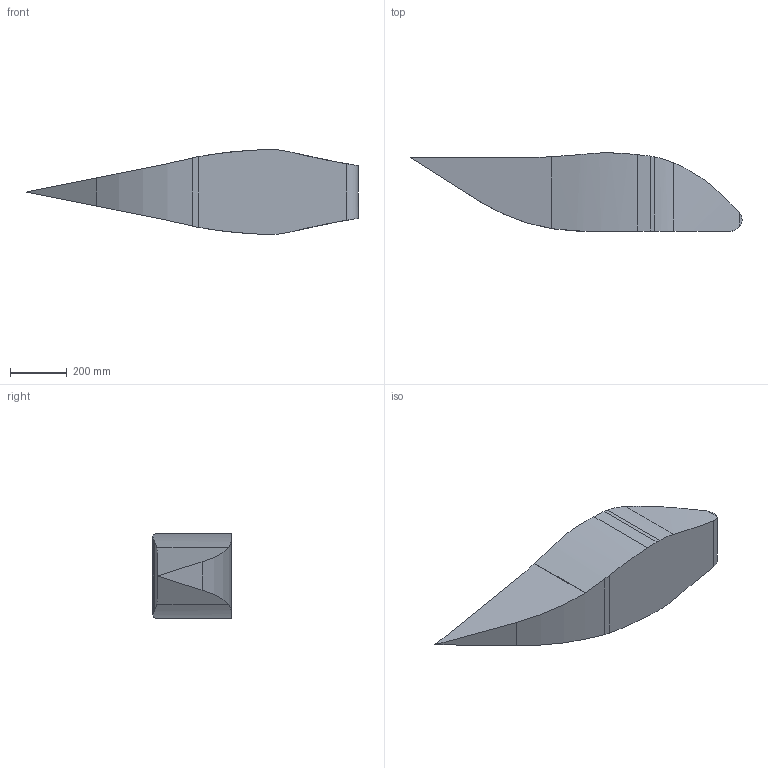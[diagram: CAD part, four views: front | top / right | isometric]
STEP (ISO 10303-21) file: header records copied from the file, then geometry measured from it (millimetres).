
FILE_DESCRIPTION(/* description */ (''),/* implementation_level */ '2;1');
FILE_NAME(/* name */ 'another fuselage idk v9.step',/* time_stamp */ '2021-07-09T18:43:17+05:00',/* author */ (''),/* organization */ (''),/* preprocessor_version */ 'ST-DEVELOPER v18.1',/* originating_system */ 'Autodesk Translation Framework v10.9.0.1377',/* authorisation */ '');
FILE_SCHEMA (('AUTOMOTIVE_DESIGN { 1 0 10303 214 3 1 1 }'));
Length unit declared in the file: centimetre
Products named in the file (1): another fuselage idk
Bounding box: 1173.39 x 276.37 x 300 mm (x, y, z)
Volume: 50063889.3 mm3; surface area: 934622.6 mm2
Topology: 1 solids, 1 shells, 32 faces, 89 edges, 59 vertices
Faces by surface type: cylinder 17, plane 15
Entity records: 1170 total; most frequent: CARTESIAN_POINT 335, ORIENTED_EDGE 178, DIRECTION 157, EDGE_CURVE 89, VERTEX_POINT 59, AXIS2_PLACEMENT_3D 59, LINE 39, VECTOR 39
